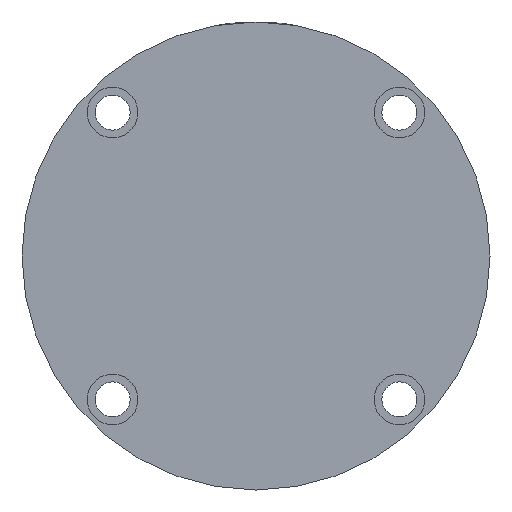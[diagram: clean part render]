
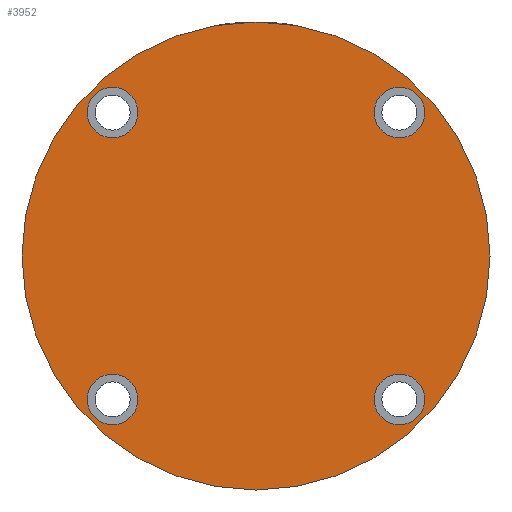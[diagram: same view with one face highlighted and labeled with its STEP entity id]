
A CAD part, left-side view. The second image highlights one B-rep face of the part: STEP entity #3952.
In plain terms, the highlighted face is planar.
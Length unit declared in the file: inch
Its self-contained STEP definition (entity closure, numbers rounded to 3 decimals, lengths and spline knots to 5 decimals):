
#116 = CIRCLE ( 'NONE', #4175, 1.875 ) ;
#218 = DIRECTION ( 'NONE',  ( 0., 0., -1. ) ) ;
#231 = CARTESIAN_POINT ( 'NONE',  ( -1.14905, 0.66, 1.14905 ) ) ;
#310 = CARTESIAN_POINT ( 'NONE',  ( -1.14905, 0.66, -1.35205 ) ) ;
#332 = CARTESIAN_POINT ( 'NONE',  ( 1.14905, 0.66, 1.14905 ) ) ;
#446 = DIRECTION ( 'NONE',  ( 0., 1., 0. ) ) ;
#517 = FACE_BOUND ( 'NONE', #2718, .T. ) ;
#527 = AXIS2_PLACEMENT_3D ( 'NONE', #3245, #1064, #3600 ) ;
#563 = EDGE_CURVE ( 'NONE', #2890, #2069, #707, .T. ) ;
#596 = DIRECTION ( 'NONE',  ( 0., 1., 0. ) ) ;
#597 = DIRECTION ( 'NONE',  ( 0., 0., 1. ) ) ;
#707 = CIRCLE ( 'NONE', #527, 0.203 ) ;
#710 = DIRECTION ( 'NONE',  ( 0., 0., 1. ) ) ;
#805 = EDGE_CURVE ( 'NONE', #3630, #2677, #2558, .T. ) ;
#867 = AXIS2_PLACEMENT_3D ( 'NONE', #1308, #3822, #1673 ) ;
#927 = CARTESIAN_POINT ( 'NONE',  ( 1.14905, 0.66, -0.94605 ) ) ;
#930 = CARTESIAN_POINT ( 'NONE',  ( 0., 0.66, 0. ) ) ;
#932 = AXIS2_PLACEMENT_3D ( 'NONE', #2623, #446, #2995 ) ;
#946 = EDGE_CURVE ( 'NONE', #3014, #2913, #4199, .T. ) ;
#1025 = DIRECTION ( 'NONE',  ( 0., 1., 0. ) ) ;
#1030 = AXIS2_PLACEMENT_3D ( 'NONE', #4138, #2026, #4491 ) ;
#1038 = CIRCLE ( 'NONE', #4366, 0.203 ) ;
#1064 = DIRECTION ( 'NONE',  ( 0., 1., 0. ) ) ;
#1127 = CARTESIAN_POINT ( 'NONE',  ( -1.14905, 0.66, -0.94605 ) ) ;
#1150 = EDGE_CURVE ( 'NONE', #2677, #3630, #116, .T. ) ;
#1241 = CARTESIAN_POINT ( 'NONE',  ( -1.14905, 0.66, -1.14905 ) ) ;
#1276 = AXIS2_PLACEMENT_3D ( 'NONE', #930, #2373, #218 ) ;
#1292 = ORIENTED_EDGE ( 'NONE', *, *, #1965, .F. ) ;
#1301 = ORIENTED_EDGE ( 'NONE', *, *, #1829, .F. ) ;
#1308 = CARTESIAN_POINT ( 'NONE',  ( -1.14905, 0.66, -1.14905 ) ) ;
#1313 = ORIENTED_EDGE ( 'NONE', *, *, #3962, .F. ) ;
#1320 = ORIENTED_EDGE ( 'NONE', *, *, #3968, .F. ) ;
#1340 = ORIENTED_EDGE ( 'NONE', *, *, #2808, .F. ) ;
#1361 = ORIENTED_EDGE ( 'NONE', *, *, #563, .F. ) ;
#1387 = ORIENTED_EDGE ( 'NONE', *, *, #946, .F. ) ;
#1398 = FACE_OUTER_BOUND ( 'NONE', #3879, .T. ) ;
#1426 = ORIENTED_EDGE ( 'NONE', *, *, #3243, .F. ) ;
#1439 = ORIENTED_EDGE ( 'NONE', *, *, #805, .T. ) ;
#1473 = ORIENTED_EDGE ( 'NONE', *, *, #1150, .T. ) ;
#1509 = FACE_BOUND ( 'NONE', #4321, .T. ) ;
#1523 = AXIS2_PLACEMENT_3D ( 'NONE', #2772, #596, #3141 ) ;
#1602 = DIRECTION ( 'NONE',  ( 0., 0., 1. ) ) ;
#1607 = CARTESIAN_POINT ( 'NONE',  ( -1.14905, 0.66, 1.14905 ) ) ;
#1656 = CIRCLE ( 'NONE', #3333, 0.203 ) ;
#1673 = DIRECTION ( 'NONE',  ( 0., 0., 1. ) ) ;
#1829 = EDGE_CURVE ( 'NONE', #4144, #3528, #1038, .T. ) ;
#1830 = CARTESIAN_POINT ( 'NONE',  ( 1.14905, 0.66, -1.35205 ) ) ;
#1954 = DIRECTION ( 'NONE',  ( 0., 0., 1. ) ) ;
#1965 = EDGE_CURVE ( 'NONE', #3528, #4144, #3439, .T. ) ;
#2026 = DIRECTION ( 'NONE',  ( 0., 1., 0. ) ) ;
#2069 = VERTEX_POINT ( 'NONE', #4496 ) ;
#2207 = CARTESIAN_POINT ( 'NONE',  ( 0., 0.66, 1.875 ) ) ;
#2321 = FACE_BOUND ( 'NONE', #3576, .T. ) ;
#2373 = DIRECTION ( 'NONE',  ( 0., -1., 0. ) ) ;
#2537 = CARTESIAN_POINT ( 'NONE',  ( -1.14905, 0.66, 1.35205 ) ) ;
#2546 = CARTESIAN_POINT ( 'NONE',  ( 1.14905, 0.66, 0.94605 ) ) ;
#2558 = CIRCLE ( 'NONE', #932, 1.875 ) ;
#2623 = CARTESIAN_POINT ( 'NONE',  ( 0., 0.66, 0. ) ) ;
#2677 = VERTEX_POINT ( 'NONE', #3195 ) ;
#2718 = EDGE_LOOP ( 'NONE', ( #1340, #1361 ) ) ;
#2772 = CARTESIAN_POINT ( 'NONE',  ( 1.14905, 0.66, -1.14905 ) ) ;
#2773 = DIRECTION ( 'NONE',  ( 0., 1., 0. ) ) ;
#2808 = EDGE_CURVE ( 'NONE', #2069, #2890, #4465, .T. ) ;
#2878 = DIRECTION ( 'NONE',  ( 0., 1., 0. ) ) ;
#2890 = VERTEX_POINT ( 'NONE', #2546 ) ;
#2913 = VERTEX_POINT ( 'NONE', #4292 ) ;
#2925 = CIRCLE ( 'NONE', #1030, 0.203 ) ;
#2995 = DIRECTION ( 'NONE',  ( 0., 0., 1. ) ) ;
#3014 = VERTEX_POINT ( 'NONE', #2537 ) ;
#3141 = DIRECTION ( 'NONE',  ( 0., 0., 1. ) ) ;
#3195 = CARTESIAN_POINT ( 'NONE',  ( 0., 0.66, -1.875 ) ) ;
#3203 = CARTESIAN_POINT ( 'NONE',  ( 0., 0.66, 0. ) ) ;
#3243 = EDGE_CURVE ( 'NONE', #2913, #3014, #1656, .T. ) ;
#3245 = CARTESIAN_POINT ( 'NONE',  ( 1.14905, 0.66, 1.14905 ) ) ;
#3333 = AXIS2_PLACEMENT_3D ( 'NONE', #1607, #4058, #1954 ) ;
#3422 = FACE_BOUND ( 'NONE', #3542, .T. ) ;
#3439 = CIRCLE ( 'NONE', #867, 0.203 ) ;
#3503 = VERTEX_POINT ( 'NONE', #1830 ) ;
#3528 = VERTEX_POINT ( 'NONE', #1127 ) ;
#3542 = EDGE_LOOP ( 'NONE', ( #1292, #1301 ) ) ;
#3570 = DIRECTION ( 'NONE',  ( 0., 0., 1. ) ) ;
#3576 = EDGE_LOOP ( 'NONE', ( #1387, #1426 ) ) ;
#3600 = DIRECTION ( 'NONE',  ( 0., 0., 1. ) ) ;
#3614 = AXIS2_PLACEMENT_3D ( 'NONE', #231, #2773, #597 ) ;
#3630 = VERTEX_POINT ( 'NONE', #2207 ) ;
#3722 = AXIS2_PLACEMENT_3D ( 'NONE', #332, #2878, #710 ) ;
#3748 = DIRECTION ( 'NONE',  ( 0., 1., 0. ) ) ;
#3753 = CIRCLE ( 'NONE', #1523, 0.203 ) ;
#3816 = PLANE ( 'NONE',  #1276 ) ;
#3822 = DIRECTION ( 'NONE',  ( 0., 1., 0. ) ) ;
#3859 = VERTEX_POINT ( 'NONE', #927 ) ;
#3879 = EDGE_LOOP ( 'NONE', ( #1439, #1473 ) ) ;
#3952 = ADVANCED_FACE ( 'PLANAR_0', ( #3422, #1509, #517, #2321, #1398 ), #3816, .F. ) ;
#3962 = EDGE_CURVE ( 'NONE', #3859, #3503, #2925, .T. ) ;
#3968 = EDGE_CURVE ( 'NONE', #3503, #3859, #3753, .T. ) ;
#4058 = DIRECTION ( 'NONE',  ( 0., 1., 0. ) ) ;
#4138 = CARTESIAN_POINT ( 'NONE',  ( 1.14905, 0.66, -1.14905 ) ) ;
#4144 = VERTEX_POINT ( 'NONE', #310 ) ;
#4175 = AXIS2_PLACEMENT_3D ( 'NONE', #3203, #1025, #3570 ) ;
#4199 = CIRCLE ( 'NONE', #3614, 0.203 ) ;
#4292 = CARTESIAN_POINT ( 'NONE',  ( -1.14905, 0.66, 0.94605 ) ) ;
#4321 = EDGE_LOOP ( 'NONE', ( #1313, #1320 ) ) ;
#4366 = AXIS2_PLACEMENT_3D ( 'NONE', #1241, #3748, #1602 ) ;
#4465 = CIRCLE ( 'NONE', #3722, 0.203 ) ;
#4491 = DIRECTION ( 'NONE',  ( 0., 0., 1. ) ) ;
#4496 = CARTESIAN_POINT ( 'NONE',  ( 1.14905, 0.66, 1.35205 ) ) ;
